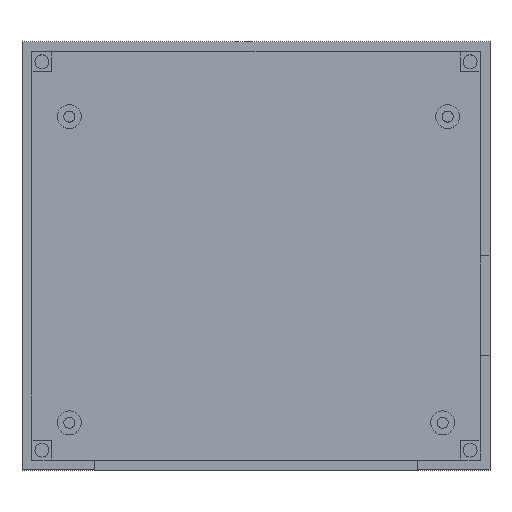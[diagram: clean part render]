
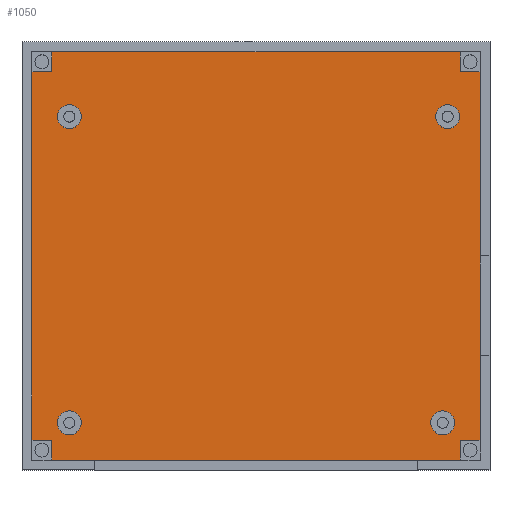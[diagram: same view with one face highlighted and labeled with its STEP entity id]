
A CAD part, top view. The second image highlights one B-rep face of the part: STEP entity #1050.
In plain terms, the highlighted planar face has unit normal (0, 0, 1).
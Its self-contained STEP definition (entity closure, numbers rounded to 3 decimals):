
#34=FACE_BOUND('',#170,.T.);
#35=FACE_BOUND('',#171,.T.);
#36=FACE_BOUND('',#172,.T.);
#37=FACE_BOUND('',#173,.T.);
#55=CIRCLE('',#1125,2.4);
#56=CIRCLE('',#1126,2.4);
#57=CIRCLE('',#1127,2.4);
#58=CIRCLE('',#1128,2.4);
#102=FACE_OUTER_BOUND('',#169,.T.);
#169=EDGE_LOOP('',(#824,#825,#826,#827,#828,#829,#830,#831,#832,#833,#834,
#835));
#170=EDGE_LOOP('',(#836));
#171=EDGE_LOOP('',(#837));
#172=EDGE_LOOP('',(#838));
#173=EDGE_LOOP('',(#839));
#227=LINE('',#1505,#343);
#263=LINE('',#1582,#379);
#275=LINE('',#1624,#391);
#278=LINE('',#1630,#394);
#282=LINE('',#1638,#398);
#285=LINE('',#1644,#401);
#289=LINE('',#1653,#405);
#293=LINE('',#1660,#409);
#296=LINE('',#1666,#412);
#297=LINE('',#1668,#413);
#298=LINE('',#1669,#414);
#299=LINE('',#1670,#415);
#343=VECTOR('',#1199,10.);
#379=VECTOR('',#1255,10.);
#391=VECTOR('',#1301,10.);
#394=VECTOR('',#1306,10.);
#398=VECTOR('',#1314,10.);
#401=VECTOR('',#1319,10.);
#405=VECTOR('',#1327,10.);
#409=VECTOR('',#1333,10.);
#412=VECTOR('',#1340,10.);
#413=VECTOR('',#1341,10.);
#414=VECTOR('',#1342,10.);
#415=VECTOR('',#1343,10.);
#456=VERTEX_POINT('',#1502);
#457=VERTEX_POINT('',#1504);
#487=VERTEX_POINT('',#1579);
#488=VERTEX_POINT('',#1581);
#501=VERTEX_POINT('',#1623);
#503=VERTEX_POINT('',#1629);
#505=VERTEX_POINT('',#1637);
#507=VERTEX_POINT('',#1643);
#509=VERTEX_POINT('',#1651);
#510=VERTEX_POINT('',#1652);
#513=VERTEX_POINT('',#1665);
#514=VERTEX_POINT('',#1667);
#515=VERTEX_POINT('',#1671);
#516=VERTEX_POINT('',#1673);
#517=VERTEX_POINT('',#1675);
#518=VERTEX_POINT('',#1677);
#555=EDGE_CURVE('',#457,#456,#227,.T.);
#593=EDGE_CURVE('',#488,#487,#263,.T.);
#613=EDGE_CURVE('',#487,#501,#275,.T.);
#616=EDGE_CURVE('',#501,#503,#278,.T.);
#620=EDGE_CURVE('',#456,#505,#282,.T.);
#623=EDGE_CURVE('',#505,#507,#285,.T.);
#627=EDGE_CURVE('',#509,#510,#289,.T.);
#631=EDGE_CURVE('',#510,#488,#293,.T.);
#634=EDGE_CURVE('',#503,#513,#296,.T.);
#635=EDGE_CURVE('',#513,#514,#297,.T.);
#636=EDGE_CURVE('',#514,#457,#298,.T.);
#637=EDGE_CURVE('',#507,#509,#299,.T.);
#638=EDGE_CURVE('',#515,#515,#55,.T.);
#639=EDGE_CURVE('',#516,#516,#56,.T.);
#640=EDGE_CURVE('',#517,#517,#57,.T.);
#641=EDGE_CURVE('',#518,#518,#58,.T.);
#824=ORIENTED_EDGE('',*,*,#616,.T.);
#825=ORIENTED_EDGE('',*,*,#634,.T.);
#826=ORIENTED_EDGE('',*,*,#635,.T.);
#827=ORIENTED_EDGE('',*,*,#636,.T.);
#828=ORIENTED_EDGE('',*,*,#555,.T.);
#829=ORIENTED_EDGE('',*,*,#620,.T.);
#830=ORIENTED_EDGE('',*,*,#623,.T.);
#831=ORIENTED_EDGE('',*,*,#637,.T.);
#832=ORIENTED_EDGE('',*,*,#627,.T.);
#833=ORIENTED_EDGE('',*,*,#631,.T.);
#834=ORIENTED_EDGE('',*,*,#593,.T.);
#835=ORIENTED_EDGE('',*,*,#613,.T.);
#836=ORIENTED_EDGE('',*,*,#638,.T.);
#837=ORIENTED_EDGE('',*,*,#639,.T.);
#838=ORIENTED_EDGE('',*,*,#640,.T.);
#839=ORIENTED_EDGE('',*,*,#641,.T.);
#998=PLANE('',#1124);
#1050=ADVANCED_FACE('',(#102,#34,#35,#36,#37),#998,.T.);
#1124=AXIS2_PLACEMENT_3D('',#1664,#1338,#1339);
#1125=AXIS2_PLACEMENT_3D('',#1672,#1344,#1345);
#1126=AXIS2_PLACEMENT_3D('',#1674,#1346,#1347);
#1127=AXIS2_PLACEMENT_3D('',#1676,#1348,#1349);
#1128=AXIS2_PLACEMENT_3D('',#1678,#1350,#1351);
#1199=DIRECTION('',(0.,1.,0.));
#1255=DIRECTION('',(0.,-1.,0.));
#1301=DIRECTION('',(1.,0.,0.));
#1306=DIRECTION('',(0.,-1.,0.));
#1314=DIRECTION('',(-1.,0.,0.));
#1319=DIRECTION('',(0.,1.,0.));
#1327=DIRECTION('',(0.,-1.,0.));
#1333=DIRECTION('',(-1.,0.,0.));
#1338=DIRECTION('center_axis',(0.,0.,1.));
#1339=DIRECTION('ref_axis',(1.,0.,0.));
#1340=DIRECTION('',(1.,0.,0.));
#1341=DIRECTION('',(0.,1.,0.));
#1342=DIRECTION('',(1.,0.,0.));
#1343=DIRECTION('',(-1.,0.,0.));
#1344=DIRECTION('center_axis',(0.,0.,-1.));
#1345=DIRECTION('ref_axis',(1.,0.,0.));
#1346=DIRECTION('center_axis',(0.,0.,-1.));
#1347=DIRECTION('ref_axis',(1.,0.,0.));
#1348=DIRECTION('center_axis',(0.,0.,-1.));
#1349=DIRECTION('ref_axis',(1.,0.,0.));
#1350=DIRECTION('center_axis',(0.,0.,-1.));
#1351=DIRECTION('ref_axis',(1.,0.,0.));
#1502=CARTESIAN_POINT('',(-0.176,61.791,0.));
#1504=CARTESIAN_POINT('',(-0.176,-12.209,0.));
#1505=CARTESIAN_POINT('',(-0.176,45.291,0.));
#1579=CARTESIAN_POINT('',(-90.176,-12.209,0.));
#1581=CARTESIAN_POINT('',(-90.176,61.791,0.));
#1582=CARTESIAN_POINT('',(-90.176,4.291,0.));
#1623=CARTESIAN_POINT('',(-86.176,-12.209,0.));
#1624=CARTESIAN_POINT('',(-65.676,-12.209,0.));
#1629=CARTESIAN_POINT('',(-86.176,-16.209,0.));
#1630=CARTESIAN_POINT('',(-86.176,4.291,0.));
#1637=CARTESIAN_POINT('',(-4.176,61.791,0.));
#1638=CARTESIAN_POINT('',(-24.676,61.791,0.));
#1643=CARTESIAN_POINT('',(-4.176,65.791,0.));
#1644=CARTESIAN_POINT('',(-4.176,45.291,0.));
#1651=CARTESIAN_POINT('',(-86.176,65.791,0.));
#1652=CARTESIAN_POINT('',(-86.176,61.791,0.));
#1653=CARTESIAN_POINT('',(-86.176,43.291,0.));
#1660=CARTESIAN_POINT('',(-67.676,61.791,0.));
#1664=CARTESIAN_POINT('Origin',(-45.176,24.791,0.));
#1665=CARTESIAN_POINT('',(-4.176,-16.209,0.));
#1666=CARTESIAN_POINT('',(-22.676,-16.209,0.));
#1667=CARTESIAN_POINT('',(-4.176,-12.209,0.));
#1668=CARTESIAN_POINT('',(-4.176,6.291,0.));
#1669=CARTESIAN_POINT('',(-22.676,-12.209,0.));
#1670=CARTESIAN_POINT('',(-67.676,65.791,0.));
#1671=CARTESIAN_POINT('',(-85.076,52.791,0.));
#1672=CARTESIAN_POINT('Origin',(-82.676,52.791,0.));
#1673=CARTESIAN_POINT('',(-85.076,-8.709,0.));
#1674=CARTESIAN_POINT('Origin',(-82.676,-8.709,0.));
#1675=CARTESIAN_POINT('',(-9.076,52.791,0.));
#1676=CARTESIAN_POINT('Origin',(-6.676,52.791,0.));
#1677=CARTESIAN_POINT('',(-10.076,-8.709,0.));
#1678=CARTESIAN_POINT('Origin',(-7.676,-8.709,0.));
